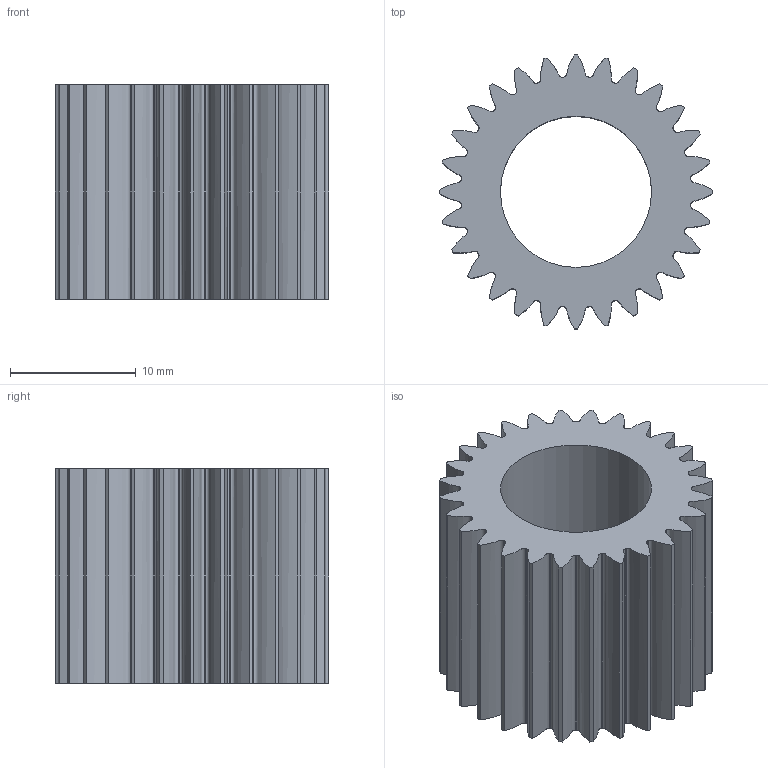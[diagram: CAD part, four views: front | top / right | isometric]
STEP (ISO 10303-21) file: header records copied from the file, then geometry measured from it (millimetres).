
FILE_DESCRIPTION(/* description */ ('STEP AP203'),/* implementation_level */ '2;1');
FILE_NAME(/* name */ 'PLANET2-28',/* time_stamp */ '2024-08-10T06:15:17-04:00',/* author */ (' '),/* organization */ (' '),/* preprocessor_version */ 'ST-DEVELOPER v19.3',/* originating_system */ ' ',/* authorisation */ ' ');
FILE_SCHEMA (('CONFIG_CONTROL_DESIGN'));
Length unit declared in the file: metre
Products named in the file (1): id2
Bounding box: 21.73 x 21.73 x 17 mm (x, y, z)
Volume: 3423.2 mm3; surface area: 3130.5 mm2
Topology: 1 solids, 1 shells, 143 faces, 423 edges, 282 vertices
Faces by surface type: plane 58, bspline 56, cylinder 29
Full cylindrical faces by diameter (mm): 12 x1
Entity records: 6659 total; most frequent: CARTESIAN_POINT 3144, ORIENTED_EDGE 844, DIRECTION 544, EDGE_CURVE 422, VERTEX_POINT 282, LINE 252, VECTOR 252, EDGE_LOOP 146
